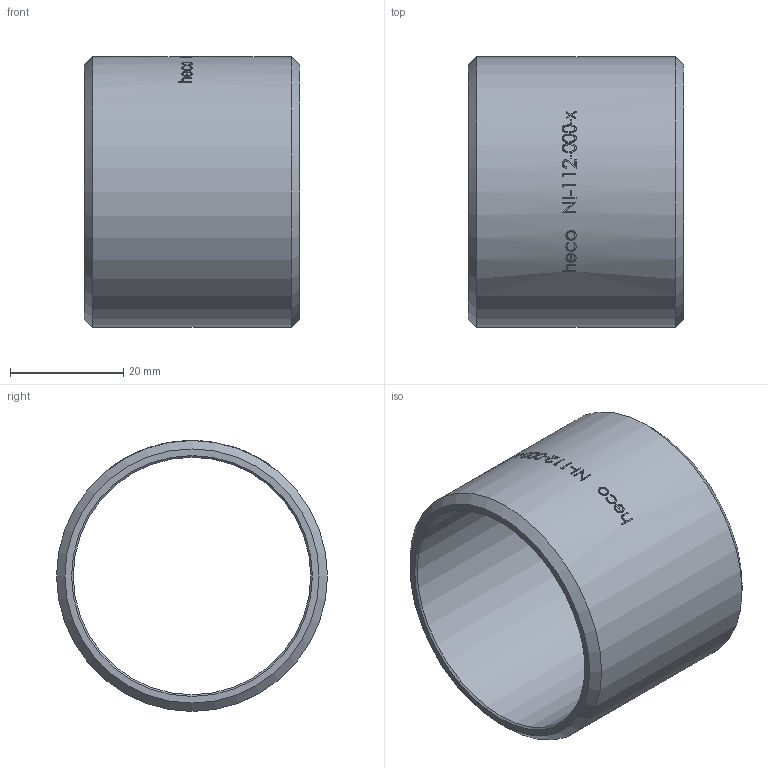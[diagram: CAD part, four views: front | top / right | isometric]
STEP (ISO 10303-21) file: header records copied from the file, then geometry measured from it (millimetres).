
FILE_DESCRIPTION (( 'STEP AP214' ), '1' );
FILE_NAME ('NI-112-000-x Rohrnippel heco 1805.STEP', '2019-11-11T08:33:35', ( '' ), ( '' ), 'SwSTEP 2.0', 'SolidWorks 2016', '' );
FILE_SCHEMA (( 'AUTOMOTIVE_DESIGN' ));
Length unit declared in the file: millimetre
Products named in the file (1): NI-112-000-x Rohrnippel heco 1805
Bounding box: 38 x 47.8 x 47.8 mm (x, y, z)
Volume: 15461.8 mm3; surface area: 11232.7 mm2
Topology: 1 solids, 1 shells, 166 faces, 429 edges, 285 vertices
Faces by surface type: bspline 85, plane 54, cylinder 23, cone 4
Full cylindrical faces by diameter (mm): 41.9 x1, 47.8 x1
Entity records: 16312 total; most frequent: CARTESIAN_POINT 11275, ORIENTED_EDGE 838, EDGE_CURVE 419, DIRECTION 382, VERTEX_POINT 282, B_SPLINE_CURVE_WITH_KNOTS 269, EDGE_LOOP 195, FACE_OUTER_BOUND 168
